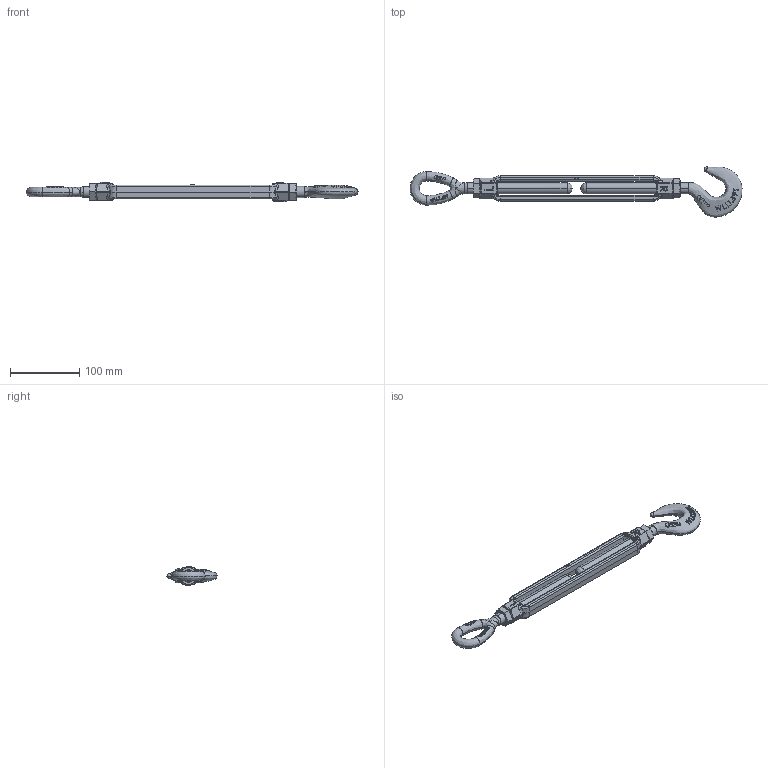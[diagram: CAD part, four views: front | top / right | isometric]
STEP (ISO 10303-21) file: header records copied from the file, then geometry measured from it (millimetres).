
FILE_DESCRIPTION(('STEP AP203'),'1');
FILE_NAME('SSGPHO1609.stp','2014-03-28T16:29:07',('TraceParts'),('TraceParts S.A.'),'XStep 1.0',' ',' ');
FILE_SCHEMA(('CONFIG_CONTROL_DESIGN'));
Length unit declared in the file: millimetre
Products named in the file (8): 1; 2; 3; 4; 5; 6; 7; 8
Bounding box: 480.04 x 72.47 x 28 mm (x, y, z)
Volume: 219395 mm3; surface area: 68486.5 mm2
Topology: 8 solids, 8 shells, 651 faces, 1664 edges, 1045 vertices
Faces by surface type: plane 266, bspline 204, cylinder 127, cone 54
Entity records: 33594 total; most frequent: CARTESIAN_POINT 19669, ORIENTED_EDGE 3308, DIRECTION 2044, EDGE_CURVE 1654, VERTEX_POINT 1045, B_SPLINE_CURVE_WITH_KNOTS 728, AXIS2_PLACEMENT_3D 704, EDGE_LOOP 687
